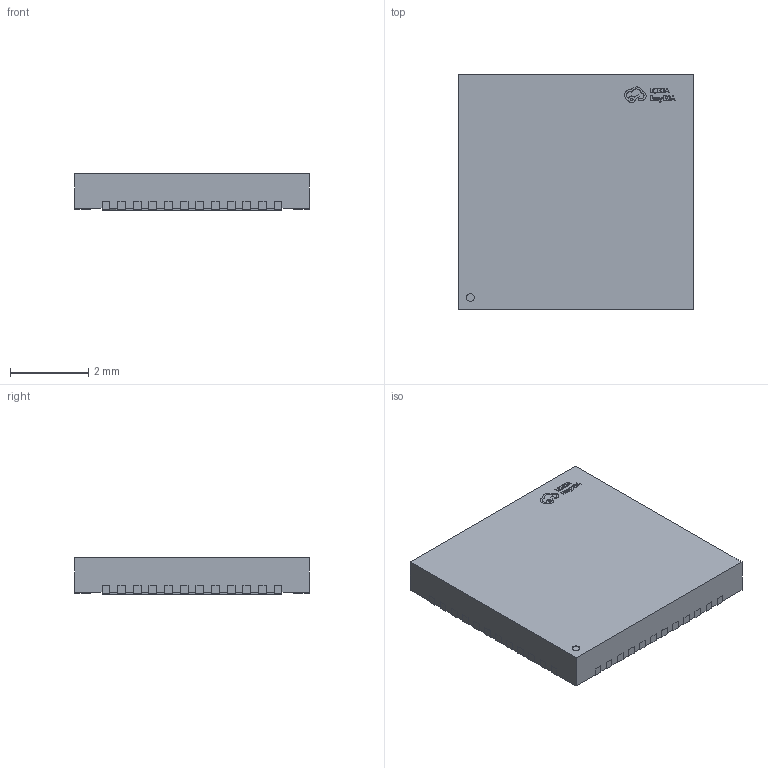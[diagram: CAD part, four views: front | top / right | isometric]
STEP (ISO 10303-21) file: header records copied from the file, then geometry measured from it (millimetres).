
FILE_DESCRIPTION (( 'STEP AP214' ), '1' );
FILE_NAME ('QFN-48_L6.0-W6.0-P0.40-BL-EP4.6.step', '2022-07-15T03:30:25', ( '' ), ( '' ), 'SwSTEP 2.0', 'SolidWorks 2020', '' );
FILE_SCHEMA (( 'AUTOMOTIVE_DESIGN' ));
Length unit declared in the file: millimetre
Products named in the file (1): QFN-48_L6.0-W6.0-P0.40-BL-EP4.6
Bounding box: 6 x 6 x 0.93 mm (x, y, z)
Volume: 32.8 mm3; surface area: 95.5 mm2
Topology: 14 solids, 14 shells, 641 faces, 1812 edges, 1208 vertices
Faces by surface type: plane 431, bspline 112, cylinder 98
Entity records: 28413 total; most frequent: CARTESIAN_POINT 5766, ORIENTED_EDGE 3624, DIRECTION 2840, EDGE_CURVE 1812, LINE 1388, VECTOR 1388, VERTEX_POINT 1208, AXIS2_PLACEMENT_3D 726
